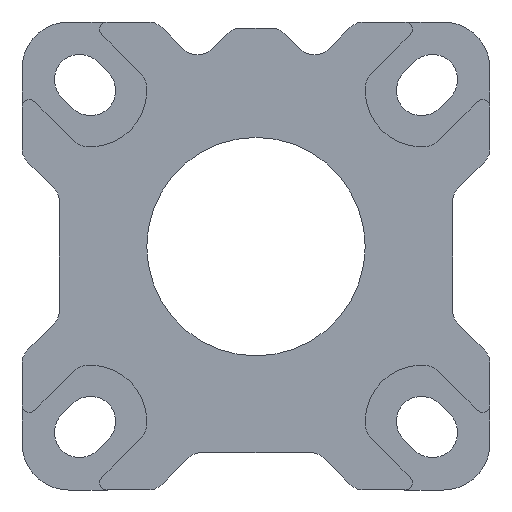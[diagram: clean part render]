
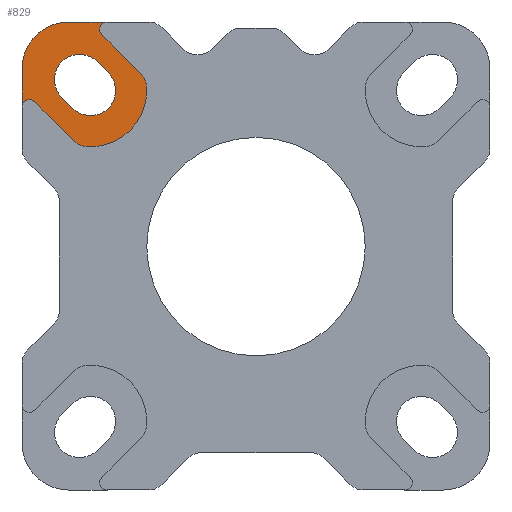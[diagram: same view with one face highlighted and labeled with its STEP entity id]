
A CAD part, front view. The second image highlights one B-rep face of the part: STEP entity #829.
In plain terms, the highlighted planar face has unit normal (0, -1, 0).
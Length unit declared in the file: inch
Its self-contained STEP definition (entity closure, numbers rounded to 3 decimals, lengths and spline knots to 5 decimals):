
#7 = DIRECTION ( 'NONE',  ( 0., -1., 0. ) ) ;
#23 = EDGE_CURVE ( 'NONE', #1071, #1125, #1762, .T. ) ;
#36 = CARTESIAN_POINT ( 'NONE',  ( -0.77817, 0.2, 0.63604 ) ) ;
#47 = DIRECTION ( 'NONE',  ( 0., 0., -1. ) ) ;
#50 = VERTEX_POINT ( 'NONE', #3373 ) ;
#138 = EDGE_LOOP ( 'NONE', ( #1042, #503, #154, #297 ) ) ;
#154 = ORIENTED_EDGE ( 'NONE', *, *, #1979, .F. ) ;
#155 = VECTOR ( 'NONE', #3093, 39.37008 ) ;
#165 = CARTESIAN_POINT ( 'NONE',  ( -0.9375, 0.2, 0.75 ) ) ;
#179 = CIRCLE ( 'NONE', #2486, 0.1005 ) ;
#190 = PLANE ( 'NONE',  #3147 ) ;
#227 = CARTESIAN_POINT ( 'NONE',  ( -0.77817, 0.2, 0.63604 ) ) ;
#281 = CARTESIAN_POINT ( 'NONE',  ( -0.75, 0.2, 0.75 ) ) ;
#294 = AXIS2_PLACEMENT_3D ( 'NONE', #281, #1158, #2421 ) ;
#297 = ORIENTED_EDGE ( 'NONE', *, *, #468, .F. ) ;
#299 = DIRECTION ( 'NONE',  ( 0., 0., -1. ) ) ;
#372 = CARTESIAN_POINT ( 'NONE',  ( -0.59637, 0.2, 0.9075 ) ) ;
#388 = DIRECTION ( 'NONE',  ( 0., 0., -1. ) ) ;
#468 = EDGE_CURVE ( 'NONE', #3724, #1092, #179, .T. ) ;
#492 = VECTOR ( 'NONE', #3535, 39.37008 ) ;
#503 = ORIENTED_EDGE ( 'NONE', *, *, #1364, .F. ) ;
#549 = VERTEX_POINT ( 'NONE', #1882 ) ;
#592 = VERTEX_POINT ( 'NONE', #36 ) ;
#597 = DIRECTION ( 'NONE',  ( -0.707, 0., 0.707 ) ) ;
#635 = CARTESIAN_POINT ( 'NONE',  ( -0.63604, 0.2, 0.77817 ) ) ;
#668 = ORIENTED_EDGE ( 'NONE', *, *, #3559, .T. ) ;
#693 = ORIENTED_EDGE ( 'NONE', *, *, #3257, .T. ) ;
#829 = ADVANCED_FACE ( 'NONE', ( #1176, #3691 ), #190, .T. ) ;
#831 = DIRECTION ( 'NONE',  ( 0., 0., -1. ) ) ;
#839 = DIRECTION ( 'NONE',  ( -0.707, 0., 0.707 ) ) ;
#877 = LINE ( 'NONE', #2463, #2936 ) ;
#975 = CIRCLE ( 'NONE', #1369, 0.1005 ) ;
#1002 = VERTEX_POINT ( 'NONE', #1407 ) ;
#1009 = AXIS2_PLACEMENT_3D ( 'NONE', #2243, #7, #47 ) ;
#1042 = ORIENTED_EDGE ( 'NONE', *, *, #3137, .F. ) ;
#1071 = VERTEX_POINT ( 'NONE', #1198 ) ;
#1078 = CARTESIAN_POINT ( 'NONE',  ( -0.73398, 0.2, 0.59185 ) ) ;
#1092 = VERTEX_POINT ( 'NONE', #4015 ) ;
#1125 = VERTEX_POINT ( 'NONE', #3376 ) ;
#1128 = CARTESIAN_POINT ( 'NONE',  ( -0.66291, 0.2, 0.66291 ) ) ;
#1139 = CIRCLE ( 'NONE', #1206, 0.08 ) ;
#1152 = DIRECTION ( 'NONE',  ( 0., -1., 0. ) ) ;
#1154 = CARTESIAN_POINT ( 'NONE',  ( -0.66291, 0.2, 0.66291 ) ) ;
#1158 = DIRECTION ( 'NONE',  ( 0., -1., 0. ) ) ;
#1175 = EDGE_CURVE ( 'NONE', #1859, #2798, #2495, .T. ) ;
#1176 = FACE_BOUND ( 'NONE', #138, .T. ) ;
#1198 = CARTESIAN_POINT ( 'NONE',  ( -0.9375, 0.2, 0.59637 ) ) ;
#1206 = AXIS2_PLACEMENT_3D ( 'NONE', #1620, #2604, #388 ) ;
#1333 = VERTEX_POINT ( 'NONE', #165 ) ;
#1364 = EDGE_CURVE ( 'NONE', #2391, #592, #975, .T. ) ;
#1369 = AXIS2_PLACEMENT_3D ( 'NONE', #2640, #1960, #3218 ) ;
#1406 = CARTESIAN_POINT ( 'NONE',  ( -0.9075, 0.2, 0.59637 ) ) ;
#1407 = CARTESIAN_POINT ( 'NONE',  ( -0.43856, 0.2, 0.67995 ) ) ;
#1453 = VERTEX_POINT ( 'NONE', #3689 ) ;
#1591 = DIRECTION ( 'NONE',  ( 0., 1., 0. ) ) ;
#1620 = CARTESIAN_POINT ( 'NONE',  ( -0.67389, 0.2, 0.51833 ) ) ;
#1718 = VECTOR ( 'NONE', #597, 39.37008 ) ;
#1762 = CIRCLE ( 'NONE', #2284, 0.03 ) ;
#1788 = LINE ( 'NONE', #2736, #3399 ) ;
#1799 = EDGE_CURVE ( 'NONE', #2798, #549, #3231, .T. ) ;
#1835 = AXIS2_PLACEMENT_3D ( 'NONE', #2014, #3010, #2107 ) ;
#1836 = LINE ( 'NONE', #635, #1718 ) ;
#1837 = LINE ( 'NONE', #227, #155 ) ;
#1847 = CARTESIAN_POINT ( 'NONE',  ( -0.63604, 0.2, 0.77817 ) ) ;
#1853 = CARTESIAN_POINT ( 'NONE',  ( -0.59637, 0.2, 0.9375 ) ) ;
#1859 = VERTEX_POINT ( 'NONE', #2411 ) ;
#1882 = CARTESIAN_POINT ( 'NONE',  ( -0.75, 0.2, 0.9375 ) ) ;
#1960 = DIRECTION ( 'NONE',  ( 0., -1., 0. ) ) ;
#1979 = EDGE_CURVE ( 'NONE', #1092, #2391, #1836, .T. ) ;
#2012 = EDGE_LOOP ( 'NONE', ( #668, #3962, #3740, #693, #3046, #3531, #2462, #2184, #2863, #2707 ) ) ;
#2014 = CARTESIAN_POINT ( 'NONE',  ( -0.66291, 0.2, 0.66291 ) ) ;
#2026 = CIRCLE ( 'NONE', #1835, 0.225 ) ;
#2107 = DIRECTION ( 'NONE',  ( 0., 0., -1. ) ) ;
#2129 = DIRECTION ( 'NONE',  ( 0., -1., 0. ) ) ;
#2184 = ORIENTED_EDGE ( 'NONE', *, *, #2366, .T. ) ;
#2243 = CARTESIAN_POINT ( 'NONE',  ( -0.51833, 0.2, 0.67389 ) ) ;
#2284 = AXIS2_PLACEMENT_3D ( 'NONE', #1406, #2665, #2360 ) ;
#2360 = DIRECTION ( 'NONE',  ( 0., 0., -1. ) ) ;
#2366 = EDGE_CURVE ( 'NONE', #549, #1333, #3124, .T. ) ;
#2387 = VERTEX_POINT ( 'NONE', #3377 ) ;
#2391 = VERTEX_POINT ( 'NONE', #1847 ) ;
#2411 = CARTESIAN_POINT ( 'NONE',  ( -0.61759, 0.2, 0.88629 ) ) ;
#2421 = DIRECTION ( 'NONE',  ( 0., 0., -1. ) ) ;
#2462 = ORIENTED_EDGE ( 'NONE', *, *, #1799, .T. ) ;
#2463 = CARTESIAN_POINT ( 'NONE',  ( -0.6688, 0.2, 0.9375 ) ) ;
#2465 = EDGE_CURVE ( 'NONE', #1453, #50, #1139, .T. ) ;
#2486 = AXIS2_PLACEMENT_3D ( 'NONE', #1128, #1152, #831 ) ;
#2495 = CIRCLE ( 'NONE', #3765, 0.03 ) ;
#2506 = CARTESIAN_POINT ( 'NONE',  ( -0.9375, 0.2, 0.6688 ) ) ;
#2561 = LINE ( 'NONE', #2506, #492 ) ;
#2604 = DIRECTION ( 'NONE',  ( 0., -1., 0. ) ) ;
#2640 = CARTESIAN_POINT ( 'NONE',  ( -0.70711, 0.2, 0.70711 ) ) ;
#2665 = DIRECTION ( 'NONE',  ( 0., 1., 0. ) ) ;
#2707 = ORIENTED_EDGE ( 'NONE', *, *, #23, .T. ) ;
#2736 = CARTESIAN_POINT ( 'NONE',  ( -0.9375, 0.2, 0.6688 ) ) ;
#2771 = VECTOR ( 'NONE', #2921, 39.37008 ) ;
#2798 = VERTEX_POINT ( 'NONE', #1853 ) ;
#2863 = ORIENTED_EDGE ( 'NONE', *, *, #3532, .T. ) ;
#2921 = DIRECTION ( 'NONE',  ( -1., 0., 0. ) ) ;
#2936 = VECTOR ( 'NONE', #839, 39.37008 ) ;
#3010 = DIRECTION ( 'NONE',  ( 0., -1., 0. ) ) ;
#3046 = ORIENTED_EDGE ( 'NONE', *, *, #3842, .T. ) ;
#3054 = CIRCLE ( 'NONE', #1009, 0.08 ) ;
#3093 = DIRECTION ( 'NONE',  ( 0.707, 0., -0.707 ) ) ;
#3097 = DIRECTION ( 'NONE',  ( 0., 0., -1. ) ) ;
#3124 = CIRCLE ( 'NONE', #294, 0.1875 ) ;
#3137 = EDGE_CURVE ( 'NONE', #592, #3724, #1837, .T. ) ;
#3147 = AXIS2_PLACEMENT_3D ( 'NONE', #1154, #2129, #3097 ) ;
#3218 = DIRECTION ( 'NONE',  ( 0., 0., -1. ) ) ;
#3231 = LINE ( 'NONE', #3592, #2771 ) ;
#3257 = EDGE_CURVE ( 'NONE', #1002, #2387, #3054, .T. ) ;
#3373 = CARTESIAN_POINT ( 'NONE',  ( -0.67995, 0.2, 0.43856 ) ) ;
#3376 = CARTESIAN_POINT ( 'NONE',  ( -0.88629, 0.2, 0.61759 ) ) ;
#3377 = CARTESIAN_POINT ( 'NONE',  ( -0.46176, 0.2, 0.73046 ) ) ;
#3399 = VECTOR ( 'NONE', #4023, 39.37008 ) ;
#3531 = ORIENTED_EDGE ( 'NONE', *, *, #1175, .T. ) ;
#3532 = EDGE_CURVE ( 'NONE', #1333, #1071, #1788, .T. ) ;
#3535 = DIRECTION ( 'NONE',  ( 0.707, 0., -0.707 ) ) ;
#3559 = EDGE_CURVE ( 'NONE', #1125, #1453, #2561, .T. ) ;
#3592 = CARTESIAN_POINT ( 'NONE',  ( -0.9375, 0.2, 0.9375 ) ) ;
#3689 = CARTESIAN_POINT ( 'NONE',  ( -0.73046, 0.2, 0.46176 ) ) ;
#3691 = FACE_OUTER_BOUND ( 'NONE', #2012, .T. ) ;
#3724 = VERTEX_POINT ( 'NONE', #1078 ) ;
#3740 = ORIENTED_EDGE ( 'NONE', *, *, #4105, .T. ) ;
#3765 = AXIS2_PLACEMENT_3D ( 'NONE', #372, #1591, #299 ) ;
#3842 = EDGE_CURVE ( 'NONE', #2387, #1859, #877, .T. ) ;
#3962 = ORIENTED_EDGE ( 'NONE', *, *, #2465, .T. ) ;
#4015 = CARTESIAN_POINT ( 'NONE',  ( -0.59185, 0.2, 0.73398 ) ) ;
#4023 = DIRECTION ( 'NONE',  ( 0., 0., -1. ) ) ;
#4105 = EDGE_CURVE ( 'NONE', #50, #1002, #2026, .T. ) ;
